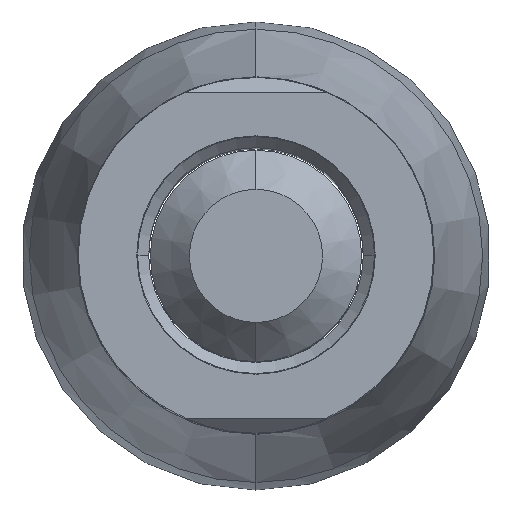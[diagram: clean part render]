
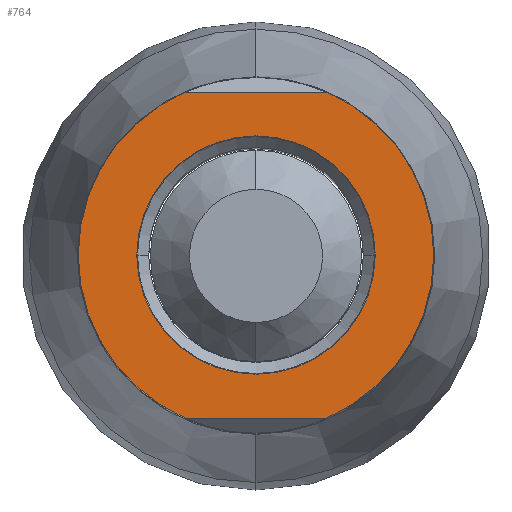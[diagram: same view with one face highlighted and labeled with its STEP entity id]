
A CAD part, top view. The second image highlights one B-rep face of the part: STEP entity #764.
In plain terms, the highlighted planar face has unit normal (0, 0, 1).
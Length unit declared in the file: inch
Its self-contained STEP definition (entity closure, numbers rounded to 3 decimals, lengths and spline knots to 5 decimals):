
#477=DIRECTION('',(-1.,0.,0.));
#478=VECTOR('',#477,0.29859);
#479=CARTESIAN_POINT('',(0.1493,0.344,0.));
#480=LINE('',#479,#478);
#481=CARTESIAN_POINT('',(0.,0.,0.));
#482=DIRECTION('',(0.,0.,-1.));
#483=DIRECTION('',(0.398,0.917,0.));
#484=AXIS2_PLACEMENT_3D('',#481,#482,#483);
#486=DIRECTION('',(-1.,0.,0.));
#487=VECTOR('',#486,0.29859);
#488=CARTESIAN_POINT('',(0.1493,-0.344,0.));
#489=LINE('',#488,#487);
#490=CARTESIAN_POINT('',(0.,0.,0.));
#491=DIRECTION('',(0.,0.,1.));
#492=DIRECTION('',(-0.398,0.917,0.));
#493=AXIS2_PLACEMENT_3D('',#490,#491,#492);
#495=CARTESIAN_POINT('',(0.,0.,0.));
#496=DIRECTION('',(0.,0.,-1.));
#497=DIRECTION('',(1.,0.,0.));
#498=AXIS2_PLACEMENT_3D('',#495,#496,#497);
#500=CARTESIAN_POINT('',(0.,0.,0.));
#501=DIRECTION('',(0.,0.,-1.));
#502=DIRECTION('',(-1.,0.,0.));
#503=AXIS2_PLACEMENT_3D('',#500,#501,#502);
#682=CARTESIAN_POINT('',(-0.1493,0.344,0.));
#684=VERTEX_POINT('',#682);
#688=CARTESIAN_POINT('',(-0.1493,-0.344,0.));
#689=VERTEX_POINT('',#688);
#690=CARTESIAN_POINT('',(0.1493,0.344,0.));
#691=VERTEX_POINT('',#690);
#692=CARTESIAN_POINT('',(0.1493,-0.344,0.));
#693=VERTEX_POINT('',#692);
#697=CARTESIAN_POINT('',(0.2515,0.,
0.));
#698=CARTESIAN_POINT('',(-0.2515,0.,
0.));
#699=VERTEX_POINT('',#697);
#700=VERTEX_POINT('',#698);
#744=CARTESIAN_POINT('',(0.,0.,0.));
#745=DIRECTION('',(0.,0.,1.));
#746=DIRECTION('',(0.,1.,0.));
#747=AXIS2_PLACEMENT_3D('',#744,#745,#746);
#748=PLANE('',#747);
#750=ORIENTED_EDGE('',*,*,#749,.F.);
#752=ORIENTED_EDGE('',*,*,#751,.T.);
#754=ORIENTED_EDGE('',*,*,#753,.T.);
#756=ORIENTED_EDGE('',*,*,#755,.F.);
#757=EDGE_LOOP('',(#750,#752,#754,#756));
#758=FACE_OUTER_BOUND('',#757,.F.);
#760=ORIENTED_EDGE('',*,*,#759,.F.);
#761=ORIENTED_EDGE('',*,*,#734,.F.);
#762=EDGE_LOOP('',(#760,#761));
#763=FACE_BOUND('',#762,.F.);
#764=ADVANCED_FACE('',(#758,#763),#748,.T.);
#485=CIRCLE('',#484,0.375);
#494=CIRCLE('',#493,0.375);
#499=CIRCLE('',#498,0.2515);
#504=CIRCLE('',#503,0.2515);
#734=EDGE_CURVE('',#700,#699,#504,.T.);
#749=EDGE_CURVE('',#691,#684,#480,.T.);
#751=EDGE_CURVE('',#691,#693,#485,.T.);
#753=EDGE_CURVE('',#693,#689,#489,.T.);
#755=EDGE_CURVE('',#684,#689,#494,.T.);
#759=EDGE_CURVE('',#699,#700,#499,.T.);
